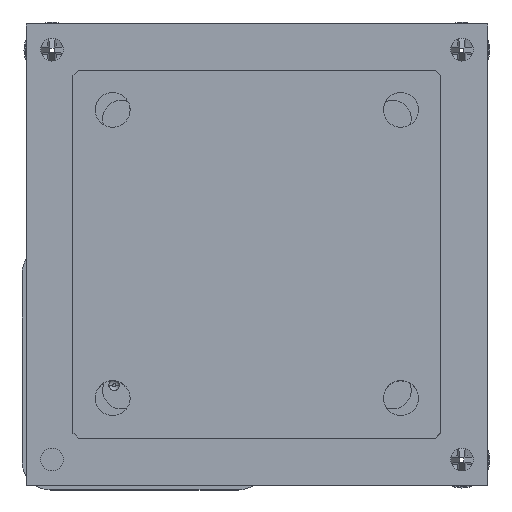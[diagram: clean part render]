
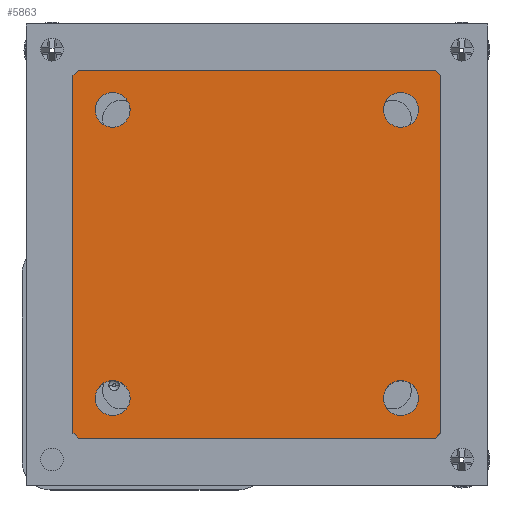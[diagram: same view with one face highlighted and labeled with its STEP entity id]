
A CAD part, top view. The second image highlights one B-rep face of the part: STEP entity #5863.
In plain terms, the highlighted planar face has unit normal (0, 0, 1).
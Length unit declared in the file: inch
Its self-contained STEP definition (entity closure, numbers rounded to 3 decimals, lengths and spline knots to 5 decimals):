
#1557 = CIRCLE ( 'NONE', #2859, 0.068 ) ;
#1563 = CIRCLE ( 'NONE', #2861, 0.068 ) ;
#1569 = CIRCLE ( 'NONE', #2863, 0.068 ) ;
#1575 = CIRCLE ( 'NONE', #2865, 0.068 ) ;
#1687 = LINE ( 'NONE', #2610, #1689 ) ;
#1688 = LINE ( 'NONE', #2615, #1699 ) ;
#1689 = VECTOR ( 'NONE', #2611, 39.37008 ) ;
#1698 = LINE ( 'NONE', #2627, #1703 ) ;
#1699 = VECTOR ( 'NONE', #2629, 39.37008 ) ;
#1700 = LINE ( 'NONE', #2630, #1711 ) ;
#1703 = VECTOR ( 'NONE', #2632, 39.37008 ) ;
#1711 = VECTOR ( 'NONE', #2639, 39.37008 ) ;
#1712 = LINE ( 'NONE', #2665, #1725 ) ;
#1714 = CIRCLE ( 'NONE', #2903, 0.068 ) ;
#1716 = CIRCLE ( 'NONE', #2905, 0.068 ) ;
#1718 = CIRCLE ( 'NONE', #2907, 0.068 ) ;
#1720 = CIRCLE ( 'NONE', #2909, 0.068 ) ;
#1721 = LINE ( 'NONE', #2660, #1723 ) ;
#1723 = VECTOR ( 'NONE', #2661, 39.37008 ) ;
#1724 = LINE ( 'NONE', #2671, #1727 ) ;
#1725 = VECTOR ( 'NONE', #2670, 39.37008 ) ;
#1726 = LINE ( 'NONE', #2673, #1729 ) ;
#1727 = VECTOR ( 'NONE', #2672, 39.37008 ) ;
#1729 = VECTOR ( 'NONE', #2674, 39.37008 ) ;
#2403 = CARTESIAN_POINT ( 'NONE',  ( -0.563, 0.563, 2.1 ) ) ;
#2404 = DIRECTION ( 'NONE',  ( 0., 0., 1. ) ) ;
#2405 = DIRECTION ( 'NONE',  ( 1., 0., 0. ) ) ;
#2413 = CARTESIAN_POINT ( 'NONE',  ( 0.562, 0.563, 2.1 ) ) ;
#2414 = DIRECTION ( 'NONE',  ( 0., 0., 1. ) ) ;
#2415 = DIRECTION ( 'NONE',  ( 1., 0., 0. ) ) ;
#2423 = CARTESIAN_POINT ( 'NONE',  ( 0.562, -0.562, 2.1 ) ) ;
#2424 = DIRECTION ( 'NONE',  ( 0., 0., 1. ) ) ;
#2425 = DIRECTION ( 'NONE',  ( 1., 0., 0. ) ) ;
#2433 = CARTESIAN_POINT ( 'NONE',  ( -0.563, -0.562, 2.1 ) ) ;
#2434 = DIRECTION ( 'NONE',  ( 0., 0., 1. ) ) ;
#2435 = DIRECTION ( 'NONE',  ( 1., 0., 0. ) ) ;
#2610 = CARTESIAN_POINT ( 'NONE',  ( -0.718, 0.718, 2.1 ) ) ;
#2611 = DIRECTION ( 'NONE',  ( 0., 1., 0. ) ) ;
#2615 = CARTESIAN_POINT ( 'NONE',  ( -0.698, 0.718, 2.1 ) ) ;
#2627 = CARTESIAN_POINT ( 'NONE',  ( 0.718, 0.718, 2.1 ) ) ;
#2629 = DIRECTION ( 'NONE',  ( -0.707, -0.707, 0. ) ) ;
#2630 = CARTESIAN_POINT ( 'NONE',  ( 0.718, 0.698, 2.1 ) ) ;
#2632 = DIRECTION ( 'NONE',  ( 1., 0., 0. ) ) ;
#2639 = DIRECTION ( 'NONE',  ( -0.707, 0.707, 0. ) ) ;
#2645 = CARTESIAN_POINT ( 'NONE',  ( -0.563, -0.562, 2.1 ) ) ;
#2646 = DIRECTION ( 'NONE',  ( 0., 0., 1. ) ) ;
#2647 = DIRECTION ( 'NONE',  ( 1., 0., 0. ) ) ;
#2651 = CARTESIAN_POINT ( 'NONE',  ( 0.562, -0.562, 2.1 ) ) ;
#2652 = DIRECTION ( 'NONE',  ( 0., 0., 1. ) ) ;
#2653 = DIRECTION ( 'NONE',  ( 1., 0., 0. ) ) ;
#2657 = CARTESIAN_POINT ( 'NONE',  ( 0.562, 0.563, 2.1 ) ) ;
#2658 = DIRECTION ( 'NONE',  ( 0., 0., 1. ) ) ;
#2659 = DIRECTION ( 'NONE',  ( 1., 0., 0. ) ) ;
#2660 = CARTESIAN_POINT ( 'NONE',  ( 0.718, -0.718, 2.1 ) ) ;
#2661 = DIRECTION ( 'NONE',  ( -1., 0., 0. ) ) ;
#2665 = CARTESIAN_POINT ( 'NONE',  ( 0.698, -0.718, 2.1 ) ) ;
#2666 = CARTESIAN_POINT ( 'NONE',  ( -0.563, 0.563, 2.1 ) ) ;
#2667 = DIRECTION ( 'NONE',  ( 0., 0., 1. ) ) ;
#2668 = DIRECTION ( 'NONE',  ( 1., 0., 0. ) ) ;
#2670 = DIRECTION ( 'NONE',  ( 0.707, 0.707, 0. ) ) ;
#2671 = CARTESIAN_POINT ( 'NONE',  ( 0.718, 0.718, 2.1 ) ) ;
#2672 = DIRECTION ( 'NONE',  ( 0., -1., 0. ) ) ;
#2673 = CARTESIAN_POINT ( 'NONE',  ( -0.718, -0.698, 2.1 ) ) ;
#2674 = DIRECTION ( 'NONE',  ( 0.707, -0.707, 0. ) ) ;
#2859 = AXIS2_PLACEMENT_3D ( 'NONE', #2403, #2404, #2405 ) ;
#2861 = AXIS2_PLACEMENT_3D ( 'NONE', #2413, #2414, #2415 ) ;
#2863 = AXIS2_PLACEMENT_3D ( 'NONE', #2423, #2424, #2425 ) ;
#2865 = AXIS2_PLACEMENT_3D ( 'NONE', #2433, #2434, #2435 ) ;
#2903 = AXIS2_PLACEMENT_3D ( 'NONE', #2645, #2646, #2647 ) ;
#2905 = AXIS2_PLACEMENT_3D ( 'NONE', #2651, #2652, #2653 ) ;
#2907 = AXIS2_PLACEMENT_3D ( 'NONE', #2657, #2658, #2659 ) ;
#2909 = AXIS2_PLACEMENT_3D ( 'NONE', #2666, #2667, #2668 ) ;
#3184 = CARTESIAN_POINT ( 'NONE',  ( 0.718, 0.698, 2.1 ) ) ;
#3186 = CARTESIAN_POINT ( 'NONE',  ( -0.718, -0.698, 2.1 ) ) ;
#3187 = CARTESIAN_POINT ( 'NONE',  ( -0.718, 0.698, 2.1 ) ) ;
#3189 = CARTESIAN_POINT ( 'NONE',  ( 0.698, 0.718, 2.1 ) ) ;
#3192 = CARTESIAN_POINT ( 'NONE',  ( -0.698, 0.718, 2.1 ) ) ;
#3194 = CARTESIAN_POINT ( 'NONE',  ( -0.698, -0.718, 2.1 ) ) ;
#3198 = CARTESIAN_POINT ( 'NONE',  ( 0.698, -0.718, 2.1 ) ) ;
#3200 = CARTESIAN_POINT ( 'NONE',  ( 0.718, -0.698, 2.1 ) ) ;
#5296 = VERTEX_POINT ( 'NONE', #12428 ) ;
#5297 = VERTEX_POINT ( 'NONE', #12429 ) ;
#5304 = VERTEX_POINT ( 'NONE', #12436 ) ;
#5306 = VERTEX_POINT ( 'NONE', #12438 ) ;
#5315 = VERTEX_POINT ( 'NONE', #12447 ) ;
#5316 = VERTEX_POINT ( 'NONE', #12448 ) ;
#5319 = VERTEX_POINT ( 'NONE', #12451 ) ;
#5320 = VERTEX_POINT ( 'NONE', #12452 ) ;
#5863 = ADVANCED_FACE ( 'NONE', ( #16976, #16984, #16980, #16978, #16982 ), #15512, .F. ) ;
#8371 = EDGE_CURVE ( 'NONE', #5319, #5320, #1557, .T. ) ;
#8375 = EDGE_CURVE ( 'NONE', #5297, #5316, #1563, .T. ) ;
#8379 = EDGE_CURVE ( 'NONE', #5315, #5306, #1569, .T. ) ;
#8383 = EDGE_CURVE ( 'NONE', #5296, #5304, #1575, .T. ) ;
#8457 = EDGE_CURVE ( 'NONE', #9347, #9349, #1687, .T. ) ;
#8462 = EDGE_CURVE ( 'NONE', #9353, #9349, #1688, .T. ) ;
#8464 = EDGE_CURVE ( 'NONE', #9353, #9348, #1698, .T. ) ;
#8468 = EDGE_CURVE ( 'NONE', #9344, #9348, #1700, .T. ) ;
#8471 = EDGE_CURVE ( 'NONE', #5304, #5296, #1714, .T. ) ;
#8473 = EDGE_CURVE ( 'NONE', #5306, #5315, #1716, .T. ) ;
#8475 = EDGE_CURVE ( 'NONE', #5316, #5297, #1718, .T. ) ;
#8477 = EDGE_CURVE ( 'NONE', #5320, #5319, #1720, .T. ) ;
#8478 = EDGE_CURVE ( 'NONE', #9359, #9355, #1721, .T. ) ;
#8479 = EDGE_CURVE ( 'NONE', #9359, #9361, #1712, .T. ) ;
#8480 = EDGE_CURVE ( 'NONE', #9344, #9361, #1724, .T. ) ;
#8481 = EDGE_CURVE ( 'NONE', #9347, #9355, #1726, .T. ) ;
#9222 = ORIENTED_EDGE ( 'NONE', *, *, #8477, .F. ) ;
#9223 = ORIENTED_EDGE ( 'NONE', *, *, #8371, .F. ) ;
#9224 = ORIENTED_EDGE ( 'NONE', *, *, #8475, .F. ) ;
#9225 = ORIENTED_EDGE ( 'NONE', *, *, #8375, .F. ) ;
#9226 = ORIENTED_EDGE ( 'NONE', *, *, #8473, .F. ) ;
#9227 = ORIENTED_EDGE ( 'NONE', *, *, #8379, .F. ) ;
#9228 = ORIENTED_EDGE ( 'NONE', *, *, #8471, .F. ) ;
#9229 = ORIENTED_EDGE ( 'NONE', *, *, #8383, .F. ) ;
#9230 = ORIENTED_EDGE ( 'NONE', *, *, #8478, .F. ) ;
#9231 = ORIENTED_EDGE ( 'NONE', *, *, #8479, .T. ) ;
#9232 = ORIENTED_EDGE ( 'NONE', *, *, #8480, .F. ) ;
#9233 = ORIENTED_EDGE ( 'NONE', *, *, #8468, .T. ) ;
#9234 = ORIENTED_EDGE ( 'NONE', *, *, #8464, .F. ) ;
#9235 = ORIENTED_EDGE ( 'NONE', *, *, #8462, .T. ) ;
#9236 = ORIENTED_EDGE ( 'NONE', *, *, #8457, .F. ) ;
#9237 = ORIENTED_EDGE ( 'NONE', *, *, #8481, .T. ) ;
#9344 = VERTEX_POINT ( 'NONE', #3184 ) ;
#9347 = VERTEX_POINT ( 'NONE', #3186 ) ;
#9348 = VERTEX_POINT ( 'NONE', #3189 ) ;
#9349 = VERTEX_POINT ( 'NONE', #3187 ) ;
#9353 = VERTEX_POINT ( 'NONE', #3192 ) ;
#9355 = VERTEX_POINT ( 'NONE', #3194 ) ;
#9359 = VERTEX_POINT ( 'NONE', #3198 ) ;
#9361 = VERTEX_POINT ( 'NONE', #3200 ) ;
#9390 = EDGE_LOOP ( 'NONE', ( #9222, #9223 ) ) ;
#9391 = EDGE_LOOP ( 'NONE', ( #9226, #9227 ) ) ;
#9393 = EDGE_LOOP ( 'NONE', ( #9228, #9229 ) ) ;
#9394 = EDGE_LOOP ( 'NONE', ( #9224, #9225 ) ) ;
#9395 = EDGE_LOOP ( 'NONE', ( #9230, #9231, #9232, #9233, #9234, #9235, #9236, #9237 ) ) ;
#12428 = CARTESIAN_POINT ( 'NONE',  ( -0.631, -0.562, 2.1 ) ) ;
#12429 = CARTESIAN_POINT ( 'NONE',  ( 0.494, 0.563, 2.1 ) ) ;
#12436 = CARTESIAN_POINT ( 'NONE',  ( -0.495, -0.562, 2.1 ) ) ;
#12438 = CARTESIAN_POINT ( 'NONE',  ( 0.63, -0.562, 2.1 ) ) ;
#12447 = CARTESIAN_POINT ( 'NONE',  ( 0.494, -0.562, 2.1 ) ) ;
#12448 = CARTESIAN_POINT ( 'NONE',  ( 0.63, 0.563, 2.1 ) ) ;
#12451 = CARTESIAN_POINT ( 'NONE',  ( -0.631, 0.563, 2.1 ) ) ;
#12452 = CARTESIAN_POINT ( 'NONE',  ( -0.495, 0.563, 2.1 ) ) ;
#15137 = AXIS2_PLACEMENT_3D ( 'NONE', #15514, #15510, #15516 ) ;
#15510 = DIRECTION ( 'NONE',  ( 0., 0., -1. ) ) ;
#15512 = PLANE ( 'NONE',  #15137 ) ;
#15514 = CARTESIAN_POINT ( 'NONE',  ( 0.718, -0.718, 2.1 ) ) ;
#15516 = DIRECTION ( 'NONE',  ( -1., 0., 0. ) ) ;
#16976 = FACE_BOUND ( 'NONE', #9390, .T. ) ;
#16978 = FACE_BOUND ( 'NONE', #9393, .T. ) ;
#16980 = FACE_BOUND ( 'NONE', #9391, .T. ) ;
#16982 = FACE_OUTER_BOUND ( 'NONE', #9395, .T. ) ;
#16984 = FACE_BOUND ( 'NONE', #9394, .T. ) ;
